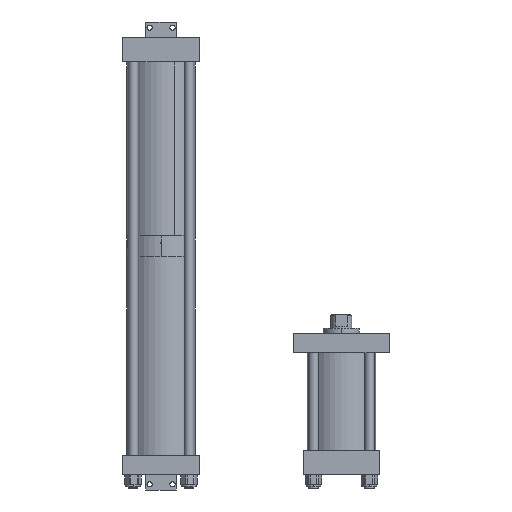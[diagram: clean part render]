
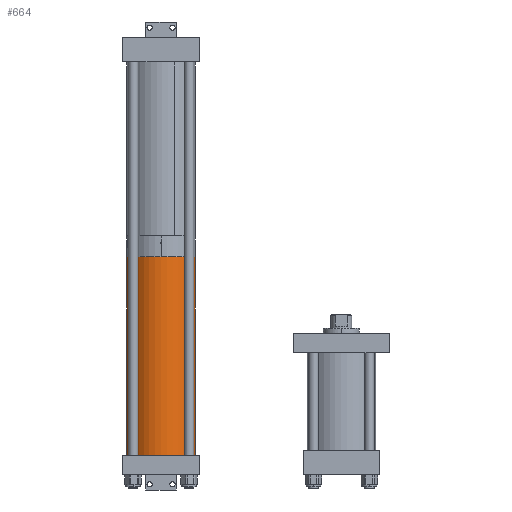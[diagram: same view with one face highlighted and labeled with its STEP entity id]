
A CAD part, front view. The second image highlights one B-rep face of the part: STEP entity #664.
In plain terms, the highlighted cylindrical face has radius 57.15 mm (diameter 114.3 mm), a partial arc.
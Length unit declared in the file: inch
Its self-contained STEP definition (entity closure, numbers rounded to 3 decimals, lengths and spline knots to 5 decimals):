
#664 = ADVANCED_FACE ( 'NONE', ( #4817 ), #7394, .T. ) ;
#673 = CIRCLE ( 'NONE', #11541, 2.25 ) ;
#1467 = EDGE_CURVE ( 'NONE', #4109, #5634, #7203, .T. ) ;
#1618 = CARTESIAN_POINT ( 'NONE',  ( 13.064, 0., -2.25 ) ) ;
#2553 = DIRECTION ( 'NONE',  ( 0., 0., -1. ) ) ;
#3097 = DIRECTION ( 'NONE',  ( 1., 0., 0. ) ) ;
#3880 = EDGE_CURVE ( 'NONE', #5634, #7161, #11268, .T. ) ;
#3922 = ORIENTED_EDGE ( 'NONE', *, *, #3880, .T. ) ;
#4109 = VERTEX_POINT ( 'NONE', #9149 ) ;
#4817 = FACE_OUTER_BOUND ( 'NONE', #8258, .T. ) ;
#5247 = DIRECTION ( 'NONE',  ( -1., 0., 0. ) ) ;
#5634 = VERTEX_POINT ( 'NONE', #12832 ) ;
#5693 = ORIENTED_EDGE ( 'NONE', *, *, #11955, .F. ) ;
#6653 = EDGE_CURVE ( 'NONE', #11677, #7161, #7760, .T. ) ;
#7033 = DIRECTION ( 'NONE',  ( 1., 0., 0. ) ) ;
#7161 = VERTEX_POINT ( 'NONE', #7993 ) ;
#7184 = DIRECTION ( 'NONE',  ( -1., 0., 0. ) ) ;
#7193 = CARTESIAN_POINT ( 'NONE',  ( 13.064, 0., 2.25 ) ) ;
#7203 = LINE ( 'NONE', #7193, #12153 ) ;
#7394 = CYLINDRICAL_SURFACE ( 'NONE', #9338, 2.25 ) ;
#7760 = LINE ( 'NONE', #10225, #10903 ) ;
#7993 = CARTESIAN_POINT ( 'NONE',  ( 0., 0., -2.25 ) ) ;
#8258 = EDGE_LOOP ( 'NONE', ( #11567, #5693, #8672, #3922 ) ) ;
#8672 = ORIENTED_EDGE ( 'NONE', *, *, #1467, .T. ) ;
#8906 = CARTESIAN_POINT ( 'NONE',  ( 13.064, 0., 0. ) ) ;
#8970 = AXIS2_PLACEMENT_3D ( 'NONE', #9567, #7033, #2553 ) ;
#9149 = CARTESIAN_POINT ( 'NONE',  ( 13.064, 0., 2.25 ) ) ;
#9338 = AXIS2_PLACEMENT_3D ( 'NONE', #10740, #5247, #11643 ) ;
#9567 = CARTESIAN_POINT ( 'NONE',  ( 0., 0., 0. ) ) ;
#10225 = CARTESIAN_POINT ( 'NONE',  ( 13.064, 0., -2.25 ) ) ;
#10547 = DIRECTION ( 'NONE',  ( 0., 0., -1. ) ) ;
#10740 = CARTESIAN_POINT ( 'NONE',  ( 13.064, 0., 0. ) ) ;
#10903 = VECTOR ( 'NONE', #11479, 39.37008 ) ;
#11268 = CIRCLE ( 'NONE', #8970, 2.25 ) ;
#11479 = DIRECTION ( 'NONE',  ( -1., 0., 0. ) ) ;
#11541 = AXIS2_PLACEMENT_3D ( 'NONE', #8906, #3097, #10547 ) ;
#11567 = ORIENTED_EDGE ( 'NONE', *, *, #6653, .F. ) ;
#11643 = DIRECTION ( 'NONE',  ( 0., 0., 1. ) ) ;
#11677 = VERTEX_POINT ( 'NONE', #1618 ) ;
#11955 = EDGE_CURVE ( 'NONE', #4109, #11677, #673, .T. ) ;
#12153 = VECTOR ( 'NONE', #7184, 39.37008 ) ;
#12832 = CARTESIAN_POINT ( 'NONE',  ( 0., 0., 2.25 ) ) ;
